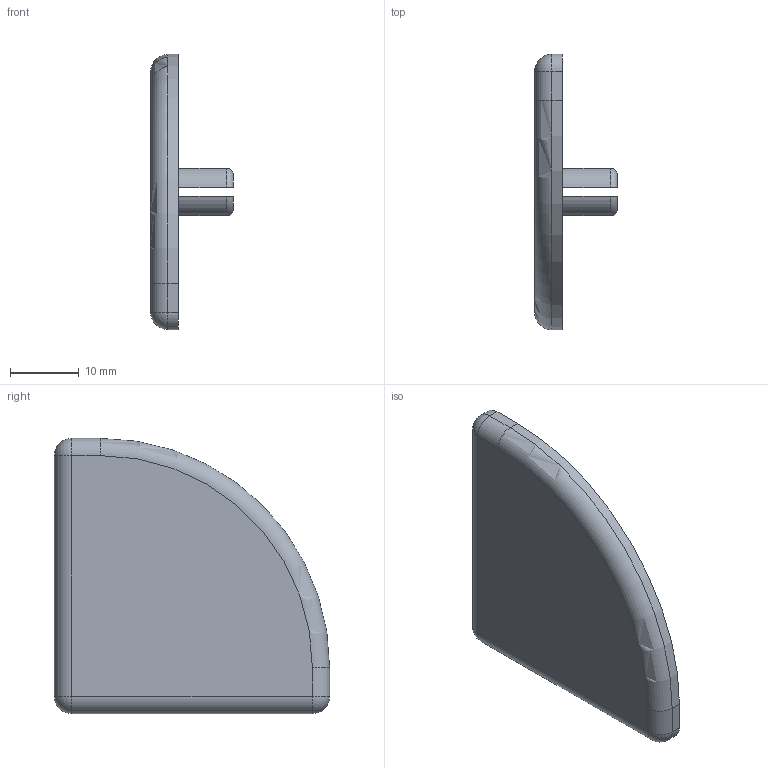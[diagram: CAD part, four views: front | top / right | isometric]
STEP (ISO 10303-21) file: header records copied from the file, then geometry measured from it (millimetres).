
FILE_DESCRIPTION (( 'STEP AP203' ), '1' );
FILE_NAME ('Çàãëóøêà òîðöåâàÿ 40 ñåðèÿ 40õ40R.STEP', '2022-10-21T12:54:26', ( 'user' ), ( '' ), 'SwSTEP 2.0', 'SolidWorks 2022', '' );
FILE_SCHEMA (( 'CONFIG_CONTROL_DESIGN' ));
Length unit declared in the file: millimetre
Products named in the file (1): Заглушка торцевая 40 серия 40х40R
Bounding box: 12 x 40 x 40 mm (x, y, z)
Volume: 3120 mm3; surface area: 3751.2 mm2
Topology: 1 solids, 1 shells, 51 faces, 124 edges, 77 vertices
Faces by surface type: plane 23, cylinder 20, torus 5, sphere 3
Entity records: 1597 total; most frequent: CARTESIAN_POINT 314, DIRECTION 262, ORIENTED_EDGE 242, EDGE_CURVE 121, AXIS2_PLACEMENT_3D 97, VERTEX_POINT 77, VECTOR 68, LINE 68
